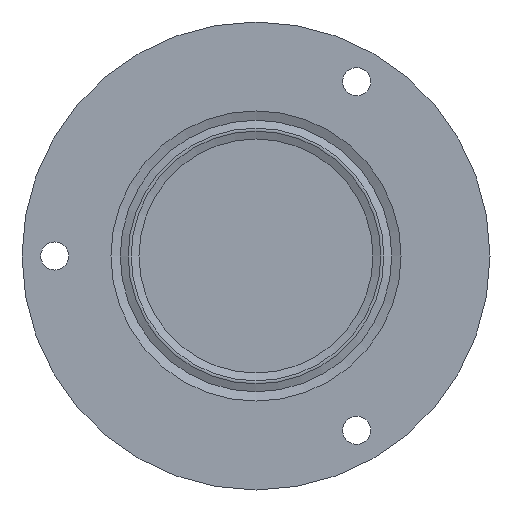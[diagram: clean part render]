
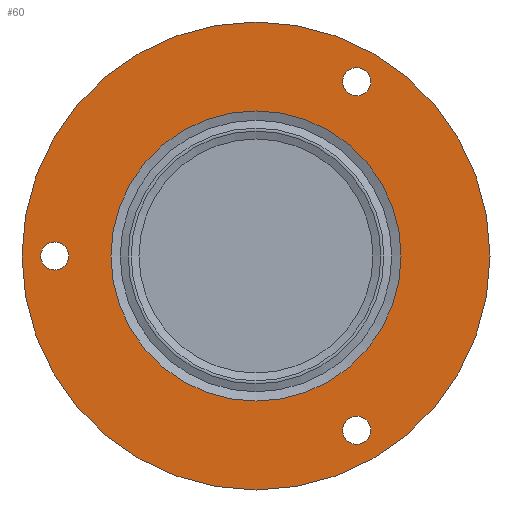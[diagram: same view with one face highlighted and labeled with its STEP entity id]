
A CAD part, front view. The second image highlights one B-rep face of the part: STEP entity #60.
In plain terms, the highlighted planar face has unit normal (0, -1, 0).
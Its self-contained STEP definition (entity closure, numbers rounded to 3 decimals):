
#60 = ADVANCED_FACE( '', ( #128, #129, #130, #131, #132 ), #133, .F. );
#128 = FACE_BOUND( '', #195, .T. );
#129 = FACE_OUTER_BOUND( '', #196, .T. );
#130 = FACE_BOUND( '', #197, .T. );
#131 = FACE_BOUND( '', #198, .T. );
#132 = FACE_BOUND( '', #199, .T. );
#133 = PLANE( '', #200 );
#195 = EDGE_LOOP( '', ( #278 ) );
#196 = EDGE_LOOP( '', ( #279 ) );
#197 = EDGE_LOOP( '', ( #280 ) );
#198 = EDGE_LOOP( '', ( #281 ) );
#199 = EDGE_LOOP( '', ( #282 ) );
#200 = AXIS2_PLACEMENT_3D( '', #283, #284, #285 );
#278 = ORIENTED_EDGE( '', *, *, #310, .F. );
#279 = ORIENTED_EDGE( '', *, *, #315, .T. );
#280 = ORIENTED_EDGE( '', *, *, #320, .T. );
#281 = ORIENTED_EDGE( '', *, *, #325, .T. );
#282 = ORIENTED_EDGE( '', *, *, #312, .T. );
#283 = CARTESIAN_POINT( '', ( 25., 0., 0. ) );
#284 = DIRECTION( '', ( 0., 1., 0. ) );
#285 = DIRECTION( '', ( 0., 0., 1. ) );
#310 = EDGE_CURVE( '', #348, #348, #349, .T. );
#312 = EDGE_CURVE( '', #351, #351, #352, .T. );
#315 = EDGE_CURVE( '', #355, #355, #356, .T. );
#320 = EDGE_CURVE( '', #363, #363, #364, .T. );
#325 = EDGE_CURVE( '', #370, #370, #371, .T. );
#348 = VERTEX_POINT( '', #394 );
#349 = CIRCLE( '', #395, 15.5 );
#351 = VERTEX_POINT( '', #397 );
#352 = CIRCLE( '', #398, 1.5 );
#355 = VERTEX_POINT( '', #401 );
#356 = CIRCLE( '', #402, 25. );
#363 = VERTEX_POINT( '', #409 );
#364 = CIRCLE( '', #410, 1.5 );
#370 = VERTEX_POINT( '', #416 );
#371 = CIRCLE( '', #417, 1.5 );
#394 = CARTESIAN_POINT( '', ( 0., 0., -15.5 ) );
#395 = AXIS2_PLACEMENT_3D( '', #444, #445, #446 );
#397 = CARTESIAN_POINT( '', ( -20., 0., 0. ) );
#398 = AXIS2_PLACEMENT_3D( '', #447, #448, #449 );
#401 = CARTESIAN_POINT( '', ( 0., 0., -25. ) );
#402 = AXIS2_PLACEMENT_3D( '', #450, #451, #452 );
#409 = CARTESIAN_POINT( '', ( 10., 0., -17.321 ) );
#410 = AXIS2_PLACEMENT_3D( '', #459, #460, #461 );
#416 = CARTESIAN_POINT( '', ( 10., 0., 17.321 ) );
#417 = AXIS2_PLACEMENT_3D( '', #465, #466, #467 );
#444 = CARTESIAN_POINT( '', ( 0., 0., 0. ) );
#445 = DIRECTION( '', ( 0., -1., 0. ) );
#446 = DIRECTION( '', ( 0., 0., -1. ) );
#447 = CARTESIAN_POINT( '', ( -21.5, 0., 0. ) );
#448 = DIRECTION( '', ( 0., 1., 0. ) );
#449 = DIRECTION( '', ( 1., 0., 0. ) );
#450 = CARTESIAN_POINT( '', ( 0., 0., 0. ) );
#451 = DIRECTION( '', ( 0., -1., 0. ) );
#452 = DIRECTION( '', ( 0., 0., -1. ) );
#459 = CARTESIAN_POINT( '', ( 10.75, 0., -18.62 ) );
#460 = DIRECTION( '', ( 0., 1., 0. ) );
#461 = DIRECTION( '', ( -0.5, 0., 0.866 ) );
#465 = CARTESIAN_POINT( '', ( 10.75, 0., 18.62 ) );
#466 = DIRECTION( '', ( 0., 1., 0. ) );
#467 = DIRECTION( '', ( -0.5, 0., -0.866 ) );
